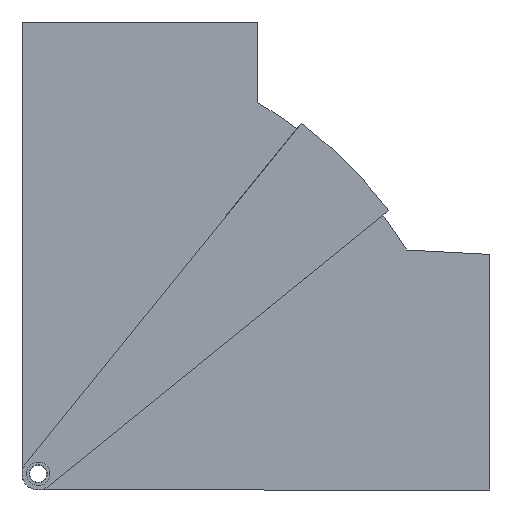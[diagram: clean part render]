
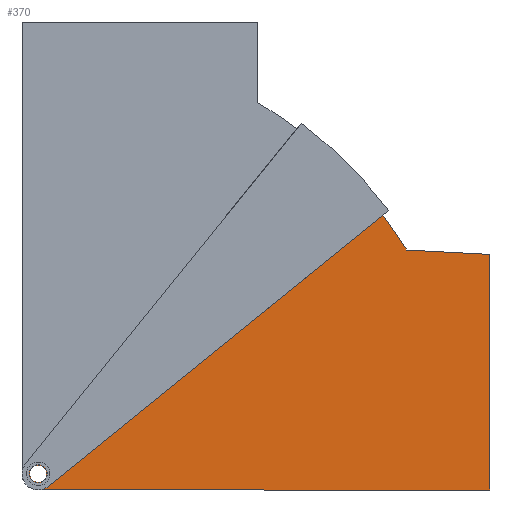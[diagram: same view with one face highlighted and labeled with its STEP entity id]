
A CAD part, front view. The second image highlights one B-rep face of the part: STEP entity #370.
In plain terms, the highlighted planar face has unit normal (0, -1, 0).
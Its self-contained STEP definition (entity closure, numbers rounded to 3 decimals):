
#8 = AXIS2_PLACEMENT_3D ( 'NONE', #1946, #577, #733 ) ;
#37 = CARTESIAN_POINT ( 'NONE',  ( 61., -67.5, -135.104 ) ) ;
#53 = EDGE_CURVE ( 'NONE', #1469, #1896, #751, .T. ) ;
#56 = EDGE_CURVE ( 'NONE', #1620, #1064, #98, .T. ) ;
#70 = LINE ( 'NONE', #1143, #116 ) ;
#85 = CARTESIAN_POINT ( 'NONE',  ( 0., -67.5, 0. ) ) ;
#98 = CIRCLE ( 'NONE', #132, 133.6 ) ;
#106 = CARTESIAN_POINT ( 'NONE',  ( 68.6, -67.5, -140. ) ) ;
#116 = VECTOR ( 'NONE', #849, 1000. ) ;
#132 = AXIS2_PLACEMENT_3D ( 'NONE', #1521, #321, #628 ) ;
#174 = CIRCLE ( 'NONE', #863, 2.6 ) ;
#184 = ORIENTED_EDGE ( 'NONE', *, *, #56, .T. ) ;
#193 = ORIENTED_EDGE ( 'NONE', *, *, #53, .T. ) ;
#215 = CARTESIAN_POINT ( 'NONE',  ( 70.5, -67.5, -140. ) ) ;
#224 = CARTESIAN_POINT ( 'NONE',  ( 63.4, -67.5, -140. ) ) ;
#226 = DIRECTION ( 'NONE',  ( 1., 0., 0. ) ) ;
#239 = EDGE_CURVE ( 'NONE', #1896, #1939, #836, .T. ) ;
#259 = CARTESIAN_POINT ( 'NONE',  ( 71., -67.5, 0. ) ) ;
#268 = AXIS2_PLACEMENT_3D ( 'NONE', #1727, #1894, #1152 ) ;
#298 = EDGE_CURVE ( 'NONE', #1060, #371, #174, .T. ) ;
#321 = DIRECTION ( 'NONE',  ( 0., -1., 0. ) ) ;
#370 = ADVANCED_FACE ( 'NONE', ( #1331, #1497 ), #716, .T. ) ;
#371 = VERTEX_POINT ( 'NONE', #106 ) ;
#383 = DIRECTION ( 'NONE',  ( 0., 0., 1. ) ) ;
#395 = CARTESIAN_POINT ( 'NONE',  ( -2., -67.5, 0. ) ) ;
#435 = CARTESIAN_POINT ( 'NONE',  ( 71., -67.5, -140. ) ) ;
#511 = VECTOR ( 'NONE', #926, 1000. ) ;
#541 = CARTESIAN_POINT ( 'NONE',  ( 70.5, -67.5, -140. ) ) ;
#545 = ORIENTED_EDGE ( 'NONE', *, *, #1021, .T. ) ;
#573 = DIRECTION ( 'NONE',  ( 0., 0., -1. ) ) ;
#577 = DIRECTION ( 'NONE',  ( 0., 1., 0. ) ) ;
#628 = DIRECTION ( 'NONE',  ( 0., 0., -1. ) ) ;
#644 = DIRECTION ( 'NONE',  ( 0.714, 0., -0.7 ) ) ;
#656 = DIRECTION ( 'NONE',  ( 0., 1., 0. ) ) ;
#660 = EDGE_CURVE ( 'NONE', #1842, #1500, #826, .T. ) ;
#690 = EDGE_CURVE ( 'NONE', #1957, #1500, #864, .T. ) ;
#716 = PLANE ( 'NONE',  #1588 ) ;
#733 = DIRECTION ( 'NONE',  ( -1., 0., 0. ) ) ;
#749 = CARTESIAN_POINT ( 'NONE',  ( -3.353, -67.5, -25.811 ) ) ;
#751 = LINE ( 'NONE', #1402, #511 ) ;
#786 = LINE ( 'NONE', #37, #888 ) ;
#826 = LINE ( 'NONE', #85, #1906 ) ;
#833 = DIRECTION ( 'NONE',  ( 1., 0., 0. ) ) ;
#836 = CIRCLE ( 'NONE', #268, 4.5 ) ;
#849 = DIRECTION ( 'NONE',  ( 0.052, 0., 0.999 ) ) ;
#863 = AXIS2_PLACEMENT_3D ( 'NONE', #1743, #656, #1911 ) ;
#864 = LINE ( 'NONE', #1451, #1845 ) ;
#874 = EDGE_LOOP ( 'NONE', ( #1969, #193, #1676, #545, #1962, #1830, #1368, #184 ) ) ;
#888 = VECTOR ( 'NONE', #644, 1000. ) ;
#926 = DIRECTION ( 'NONE',  ( 0., 0., -1. ) ) ;
#987 = CIRCLE ( 'NONE', #8, 2.6 ) ;
#989 = EDGE_CURVE ( 'NONE', #1064, #1469, #786, .T. ) ;
#1021 = EDGE_CURVE ( 'NONE', #1939, #1957, #1145, .T. ) ;
#1060 = VERTEX_POINT ( 'NONE', #224 ) ;
#1064 = VERTEX_POINT ( 'NONE', #1430 ) ;
#1098 = ORIENTED_EDGE ( 'NONE', *, *, #298, .T. ) ;
#1143 = CARTESIAN_POINT ( 'NONE',  ( -2., -67.5, 0. ) ) ;
#1145 = LINE ( 'NONE', #215, #1459 ) ;
#1152 = DIRECTION ( 'NONE',  ( 0., 0., 1. ) ) ;
#1258 = EDGE_LOOP ( 'NONE', ( #1098, #1687 ) ) ;
#1261 = EDGE_CURVE ( 'NONE', #371, #1060, #987, .T. ) ;
#1331 = FACE_OUTER_BOUND ( 'NONE', #874, .T. ) ;
#1368 = ORIENTED_EDGE ( 'NONE', *, *, #1453, .F. ) ;
#1402 = CARTESIAN_POINT ( 'NONE',  ( 61.5, -67.5, -140. ) ) ;
#1430 = CARTESIAN_POINT ( 'NONE',  ( -29.454, -67.5, -46.525 ) ) ;
#1451 = CARTESIAN_POINT ( 'NONE',  ( 71., -67.5, -145. ) ) ;
#1453 = EDGE_CURVE ( 'NONE', #1620, #1842, #70, .T. ) ;
#1459 = VECTOR ( 'NONE', #833, 1000. ) ;
#1469 = VERTEX_POINT ( 'NONE', #1813 ) ;
#1497 = FACE_BOUND ( 'NONE', #1258, .T. ) ;
#1500 = VERTEX_POINT ( 'NONE', #259 ) ;
#1521 = CARTESIAN_POINT ( 'NONE',  ( 66., -67.5, -140. ) ) ;
#1565 = CARTESIAN_POINT ( 'NONE',  ( 61.5, -67.5, -140. ) ) ;
#1588 = AXIS2_PLACEMENT_3D ( 'NONE', #1931, #1941, #573 ) ;
#1620 = VERTEX_POINT ( 'NONE', #749 ) ;
#1676 = ORIENTED_EDGE ( 'NONE', *, *, #239, .T. ) ;
#1687 = ORIENTED_EDGE ( 'NONE', *, *, #1261, .T. ) ;
#1727 = CARTESIAN_POINT ( 'NONE',  ( 66., -67.5, -140. ) ) ;
#1743 = CARTESIAN_POINT ( 'NONE',  ( 66., -67.5, -140. ) ) ;
#1813 = CARTESIAN_POINT ( 'NONE',  ( 61.5, -67.5, -135.593 ) ) ;
#1830 = ORIENTED_EDGE ( 'NONE', *, *, #660, .F. ) ;
#1842 = VERTEX_POINT ( 'NONE', #395 ) ;
#1845 = VECTOR ( 'NONE', #383, 1000. ) ;
#1894 = DIRECTION ( 'NONE',  ( 0., -1., 0. ) ) ;
#1896 = VERTEX_POINT ( 'NONE', #1565 ) ;
#1906 = VECTOR ( 'NONE', #226, 1000. ) ;
#1911 = DIRECTION ( 'NONE',  ( -1., 0., 0. ) ) ;
#1931 = CARTESIAN_POINT ( 'NONE',  ( 0., -67.5, -145. ) ) ;
#1939 = VERTEX_POINT ( 'NONE', #541 ) ;
#1941 = DIRECTION ( 'NONE',  ( 0., -1., 0. ) ) ;
#1946 = CARTESIAN_POINT ( 'NONE',  ( 66., -67.5, -140. ) ) ;
#1957 = VERTEX_POINT ( 'NONE', #435 ) ;
#1962 = ORIENTED_EDGE ( 'NONE', *, *, #690, .T. ) ;
#1969 = ORIENTED_EDGE ( 'NONE', *, *, #989, .T. ) ;
